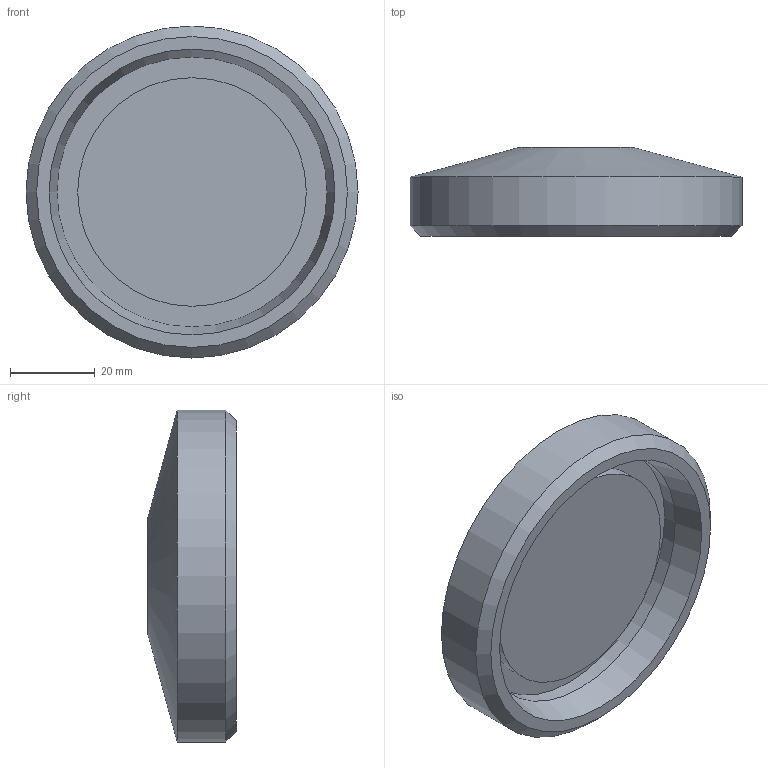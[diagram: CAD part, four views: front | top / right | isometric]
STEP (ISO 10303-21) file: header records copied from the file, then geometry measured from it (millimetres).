
FILE_DESCRIPTION(/* description */ (''),/* implementation_level */ '2;1');
FILE_NAME(/* name */ '31309W.stp',/* time_stamp */ '2018-02-05T11:50:59+01:00',/* author */ ('acgl'),/* organization */ (''),/* preprocessor_version */ 'ST-DEVELOPER v15.6',/* originating_system */ 'Autodesk Inventor 2015',/* authorisation */ '');
FILE_SCHEMA (('AUTOMOTIVE_DESIGN { 1 0 10303 214 3 1 1 }'));
Length unit declared in the file: centimetre
Products named in the file (1): 31309W
Bounding box: 78.42 x 21 x 78.42 mm (x, y, z)
Volume: 56376.9 mm3; surface area: 15342 mm2
Topology: 1 solids, 1 shells, 15 faces, 23 edges, 14 vertices
Faces by surface type: plane 6, cylinder 5, cone 3, torus 1
Full cylindrical faces by diameter (mm): 5.5 x1, 10.1 x1, 54 x1, 63.8 x1, 78.423 x1
Entity records: 340 total; most frequent: DIRECTION 60, CARTESIAN_POINT 44, AXIS2_PLACEMENT_3D 30, EDGE_LOOP 28, ORIENTED_EDGE 28, STYLED_ITEM 16, FACE_OUTER_BOUND 15, ADVANCED_FACE 15
